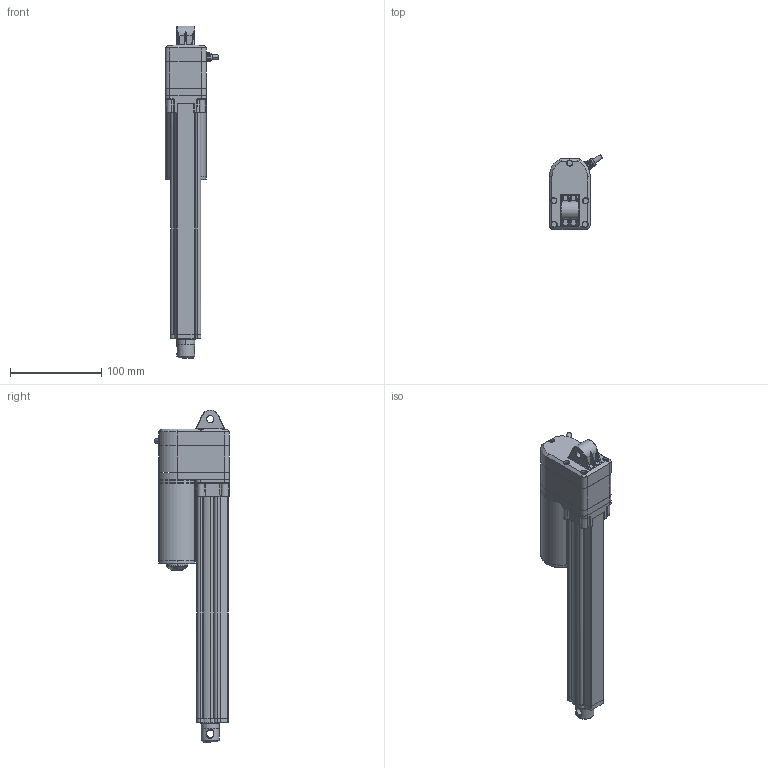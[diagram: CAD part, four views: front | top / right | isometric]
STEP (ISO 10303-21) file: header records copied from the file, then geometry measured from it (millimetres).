
FILE_DESCRIPTION( ('This file contains a STEP AP42 implementation' ,'as created by ZW3D STEP Interface translator.') ,'2;1' );
FILE_NAME( 'FY019-200-345（电位计无槽）.stp' ,'24 7 4. 94347', (''), ('ZWCAD Software Co.'), 'Version 1.0', 'ZW3D to STEP translator', '' );
FILE_SCHEMA(('AUTOMOTIVE_DESIGN { 1 0 10303 214 1 1 1 1 }'));
Length unit declared in the file: millimetre
Products named in the file (2): 0; FY019-100-243（电位计无槽）
Bounding box: 58.8 x 82.19 x 364 mm (x, y, z)
Surface area: 84892.2 mm2 (no closed solid volume)
Topology: 0 solids, 11 shells, 479 faces, 1341 edges, 846 vertices
Faces by surface type: cylinder 185, plane 126, bspline 113, torus 28, cone 20, sphere 7
Entity records: 18449 total; most frequent: CARTESIAN_POINT 6520, DIRECTION 2384, ORIENTED_EDGE 2280, EDGE_CURVE 1320, AXIS2_PLACEMENT_3D 947, VERTEX_POINT 846, CIRCLE 580, EDGE_LOOP 517
